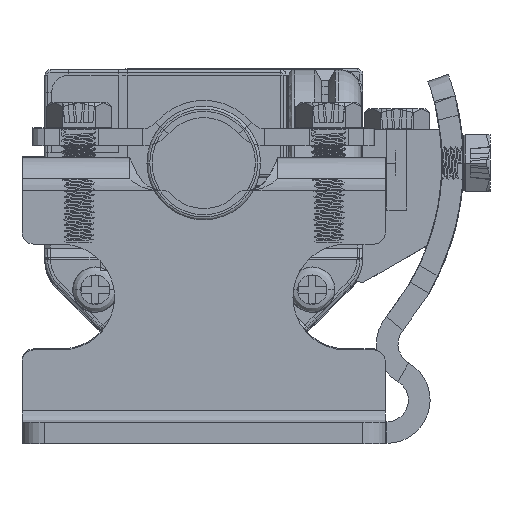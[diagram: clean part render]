
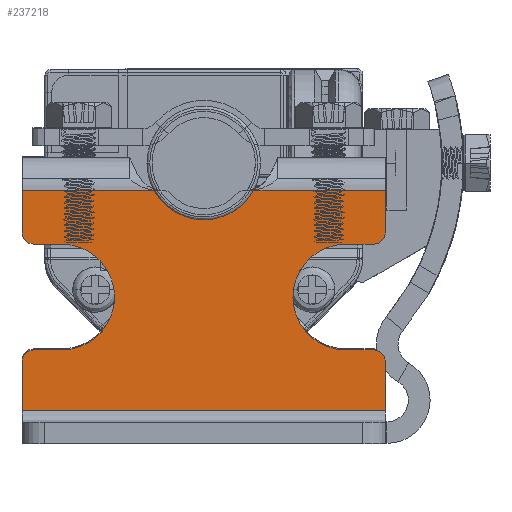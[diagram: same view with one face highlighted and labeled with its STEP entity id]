
A CAD part, front view. The second image highlights one B-rep face of the part: STEP entity #237218.
In plain terms, the highlighted planar face has unit normal (0, -1, 0).
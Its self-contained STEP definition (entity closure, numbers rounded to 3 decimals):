
#226676=CARTESIAN_POINT('',(-3.666,-1.9,21.3));
#226677=DIRECTION('',(0.,-1.,0.));
#226678=DIRECTION('',(0.733,0.,0.68));
#226679=AXIS2_PLACEMENT_3D('',#226676,#226677,#226678);
#226681=CARTESIAN_POINT('',(0.,-1.9,24.7));
#226682=DIRECTION('',(0.,1.,0.));
#226683=DIRECTION('',(0.733,0.,-0.68));
#226684=AXIS2_PLACEMENT_3D('',#226681,#226682,#226683);
#226686=CARTESIAN_POINT('',(3.666,-1.9,21.3));
#226687=DIRECTION('',(0.,-1.,0.));
#226688=DIRECTION('',(0.,0.,1.));
#226689=AXIS2_PLACEMENT_3D('',#226686,#226687,#226688);
#226691=DIRECTION('',(-1.,0.,0.));
#226692=VECTOR('',#226691,0.313);
#226693=CARTESIAN_POINT('',(3.979,-1.9,22.3));
#226694=LINE('',#226693,#226692);
#226695=CARTESIAN_POINT('',(15.,-1.9,18.55));
#226696=DIRECTION('',(0.,-1.,0.));
#226697=DIRECTION('',(0.,0.,-1.));
#226698=AXIS2_PLACEMENT_3D('',#226695,#226696,#226697);
#226700=DIRECTION('',(-1.,0.,0.));
#226701=VECTOR('',#226700,2.5);
#226702=CARTESIAN_POINT('',(15.,-1.9,17.55));
#226703=LINE('',#226702,#226701);
#226704=CARTESIAN_POINT('',(12.5,-1.9,12.9));
#226705=DIRECTION('',(0.,-1.,0.));
#226706=DIRECTION('',(0.,0.,1.));
#226707=AXIS2_PLACEMENT_3D('',#226704,#226705,#226706);
#226709=DIRECTION('',(-1.,0.,0.));
#226710=VECTOR('',#226709,2.5);
#226711=CARTESIAN_POINT('',(15.,-1.9,8.25));
#226712=LINE('',#226711,#226710);
#226713=CARTESIAN_POINT('',(15.,-1.9,7.25));
#226714=DIRECTION('',(0.,-1.,0.));
#226715=DIRECTION('',(1.,0.,0.));
#226716=AXIS2_PLACEMENT_3D('',#226713,#226714,#226715);
#226718=DIRECTION('',(1.,0.,0.));
#226719=VECTOR('',#226718,32.);
#226720=CARTESIAN_POINT('',(-16.,-1.9,2.9));
#226721=LINE('',#226720,#226719);
#226722=CARTESIAN_POINT('',(-15.,-1.9,7.25));
#226723=DIRECTION('',(0.,-1.,0.));
#226724=DIRECTION('',(0.,0.,1.));
#226725=AXIS2_PLACEMENT_3D('',#226722,#226723,#226724);
#226727=DIRECTION('',(1.,0.,0.));
#226728=VECTOR('',#226727,2.5);
#226729=CARTESIAN_POINT('',(-15.,-1.9,8.25));
#226730=LINE('',#226729,#226728);
#226731=CARTESIAN_POINT('',(-12.5,-1.9,12.9));
#226732=DIRECTION('',(0.,-1.,0.));
#226733=DIRECTION('',(0.,0.,-1.));
#226734=AXIS2_PLACEMENT_3D('',#226731,#226732,#226733);
#226736=DIRECTION('',(1.,0.,0.));
#226737=VECTOR('',#226736,2.5);
#226738=CARTESIAN_POINT('',(-15.,-1.9,17.55));
#226739=LINE('',#226738,#226737);
#226740=CARTESIAN_POINT('',(-15.,-1.9,18.55));
#226741=DIRECTION('',(0.,-1.,0.));
#226742=DIRECTION('',(-1.,0.,0.));
#226743=AXIS2_PLACEMENT_3D('',#226740,#226741,#226742);
#226745=DIRECTION('',(-1.,0.,0.));
#226746=VECTOR('',#226745,0.313);
#226747=CARTESIAN_POINT('',(-3.666,-1.9,22.3));
#226748=LINE('',#226747,#226746);
#227004=CARTESIAN_POINT('',(-3.979,-1.9,22.3));
#227006=DIRECTION('',(1.,0.,0.));
#227007=VECTOR('',#227006,12.021);
#227008=CARTESIAN_POINT('',(-16.,-1.9,22.3));
#227009=LINE('',#227008,#227007);
#227506=CARTESIAN_POINT('',(3.979,-1.9,22.3));
#227530=DIRECTION('',(1.,0.,0.));
#227531=VECTOR('',#227530,12.021);
#227532=CARTESIAN_POINT('',(3.979,-1.9,22.3));
#227533=LINE('',#227532,#227531);
#227554=DIRECTION('',(0.,0.,1.));
#227555=VECTOR('',#227554,3.75);
#227556=CARTESIAN_POINT('',(16.,-1.9,18.55));
#227557=LINE('',#227556,#227555);
#227590=DIRECTION('',(0.,0.,1.));
#227591=VECTOR('',#227590,4.35);
#227592=CARTESIAN_POINT('',(16.,-1.9,2.9));
#227593=LINE('',#227592,#227591);
#233631=DIRECTION('',(0.,0.,1.));
#233632=VECTOR('',#233631,3.75);
#233633=CARTESIAN_POINT('',(-16.,-1.9,18.55));
#233634=LINE('',#233633,#233632);
#233655=DIRECTION('',(0.,0.,1.));
#233656=VECTOR('',#233655,4.35);
#233657=CARTESIAN_POINT('',(-16.,-1.9,2.9));
#233658=LINE('',#233657,#233656);
#236204=CARTESIAN_POINT('',(12.5,-1.9,17.55));
#236205=CARTESIAN_POINT('',(12.5,-1.9,8.25));
#236206=VERTEX_POINT('',#236204);
#236207=VERTEX_POINT('',#236205);
#236208=CARTESIAN_POINT('',(-12.5,-1.9,8.25));
#236209=CARTESIAN_POINT('',(-12.5,-1.9,17.55));
#236210=VERTEX_POINT('',#236208);
#236211=VERTEX_POINT('',#236209);
#236236=CARTESIAN_POINT('',(16.,-1.9,7.25));
#236237=VERTEX_POINT('',#236236);
#236238=CARTESIAN_POINT('',(15.,-1.9,8.25));
#236239=VERTEX_POINT('',#236238);
#236244=CARTESIAN_POINT('',(15.,-1.9,17.55));
#236245=VERTEX_POINT('',#236244);
#236246=CARTESIAN_POINT('',(16.,-1.9,18.55));
#236247=VERTEX_POINT('',#236246);
#236252=CARTESIAN_POINT('',(-16.,-1.9,18.55));
#236253=VERTEX_POINT('',#236252);
#236254=CARTESIAN_POINT('',(-15.,-1.9,17.55));
#236255=VERTEX_POINT('',#236254);
#236260=CARTESIAN_POINT('',(-15.,-1.9,8.25));
#236261=VERTEX_POINT('',#236260);
#236262=CARTESIAN_POINT('',(-16.,-1.9,7.25));
#236263=VERTEX_POINT('',#236262);
#236272=CARTESIAN_POINT('',(-16.,-1.9,2.9));
#236273=VERTEX_POINT('',#236272);
#236274=CARTESIAN_POINT('',(-16.,-1.9,22.3));
#236275=VERTEX_POINT('',#236274);
#236276=CARTESIAN_POINT('',(16.,-1.9,2.9));
#236277=VERTEX_POINT('',#236276);
#236278=CARTESIAN_POINT('',(16.,-1.9,22.3));
#236279=VERTEX_POINT('',#236278);
#236370=VERTEX_POINT('',#227004);
#236371=VERTEX_POINT('',#227506);
#236380=CARTESIAN_POINT('',(-2.933,-1.9,21.98));
#236381=VERTEX_POINT('',#236380);
#236382=CARTESIAN_POINT('',(-3.666,-1.9,22.3));
#236383=VERTEX_POINT('',#236382);
#236388=CARTESIAN_POINT('',(3.666,-1.9,22.3));
#236389=VERTEX_POINT('',#236388);
#236390=CARTESIAN_POINT('',(2.933,-1.9,21.98));
#236391=VERTEX_POINT('',#236390);
#237168=CARTESIAN_POINT('',(-16.,-1.9,2.9));
#237169=DIRECTION('',(0.,1.,0.));
#237170=DIRECTION('',(0.,0.,1.));
#237171=AXIS2_PLACEMENT_3D('',#237168,#237169,#237170);
#237172=PLANE('',#237171);
#237174=ORIENTED_EDGE('',*,*,#237173,.F.);
#237176=ORIENTED_EDGE('',*,*,#237175,.F.);
#237178=ORIENTED_EDGE('',*,*,#237177,.F.);
#237180=ORIENTED_EDGE('',*,*,#237179,.F.);
#237182=ORIENTED_EDGE('',*,*,#237181,.T.);
#237184=ORIENTED_EDGE('',*,*,#237183,.F.);
#237186=ORIENTED_EDGE('',*,*,#237185,.F.);
#237188=ORIENTED_EDGE('',*,*,#237187,.T.);
#237190=ORIENTED_EDGE('',*,*,#237189,.T.);
#237192=ORIENTED_EDGE('',*,*,#237191,.F.);
#237194=ORIENTED_EDGE('',*,*,#237193,.F.);
#237196=ORIENTED_EDGE('',*,*,#237195,.F.);
#237197=ORIENTED_EDGE('',*,*,#237161,.F.);
#237199=ORIENTED_EDGE('',*,*,#237198,.T.);
#237201=ORIENTED_EDGE('',*,*,#237200,.F.);
#237203=ORIENTED_EDGE('',*,*,#237202,.T.);
#237205=ORIENTED_EDGE('',*,*,#237204,.T.);
#237207=ORIENTED_EDGE('',*,*,#237206,.F.);
#237209=ORIENTED_EDGE('',*,*,#237208,.F.);
#237211=ORIENTED_EDGE('',*,*,#237210,.T.);
#237213=ORIENTED_EDGE('',*,*,#237212,.T.);
#237215=ORIENTED_EDGE('',*,*,#237214,.F.);
#237216=EDGE_LOOP('',(#237174,#237176,#237178,#237180,#237182,#237184,#237186,
#237188,#237190,#237192,#237194,#237196,#237197,#237199,#237201,#237203,#237205,
#237207,#237209,#237211,#237213,#237215));
#237217=FACE_OUTER_BOUND('',#237216,.F.);
#237218=ADVANCED_FACE('',(#237217),#237172,.F.);
#226680=CIRCLE('',#226679,1.);
#226685=CIRCLE('',#226684,4.);
#226690=CIRCLE('',#226689,1.);
#226699=CIRCLE('',#226698,1.);
#226708=CIRCLE('',#226707,4.65);
#226717=CIRCLE('',#226716,1.);
#226726=CIRCLE('',#226725,1.);
#226735=CIRCLE('',#226734,4.65);
#226744=CIRCLE('',#226743,1.);
#237161=EDGE_CURVE('',#236273,#236277,#226721,.T.);
#237173=EDGE_CURVE('',#236381,#236383,#226680,.T.);
#237175=EDGE_CURVE('',#236391,#236381,#226685,.T.);
#237177=EDGE_CURVE('',#236389,#236391,#226690,.T.);
#237179=EDGE_CURVE('',#236371,#236389,#226694,.T.);
#237181=EDGE_CURVE('',#236371,#236279,#227533,.T.);
#237183=EDGE_CURVE('',#236247,#236279,#227557,.T.);
#237185=EDGE_CURVE('',#236245,#236247,#226699,.T.);
#237187=EDGE_CURVE('',#236245,#236206,#226703,.T.);
#237189=EDGE_CURVE('',#236206,#236207,#226708,.T.);
#237191=EDGE_CURVE('',#236239,#236207,#226712,.T.);
#237193=EDGE_CURVE('',#236237,#236239,#226717,.T.);
#237195=EDGE_CURVE('',#236277,#236237,#227593,.T.);
#237198=EDGE_CURVE('',#236273,#236263,#233658,.T.);
#237200=EDGE_CURVE('',#236261,#236263,#226726,.T.);
#237202=EDGE_CURVE('',#236261,#236210,#226730,.T.);
#237204=EDGE_CURVE('',#236210,#236211,#226735,.T.);
#237206=EDGE_CURVE('',#236255,#236211,#226739,.T.);
#237208=EDGE_CURVE('',#236253,#236255,#226744,.T.);
#237210=EDGE_CURVE('',#236253,#236275,#233634,.T.);
#237212=EDGE_CURVE('',#236275,#236370,#227009,.T.);
#237214=EDGE_CURVE('',#236383,#236370,#226748,.T.);
